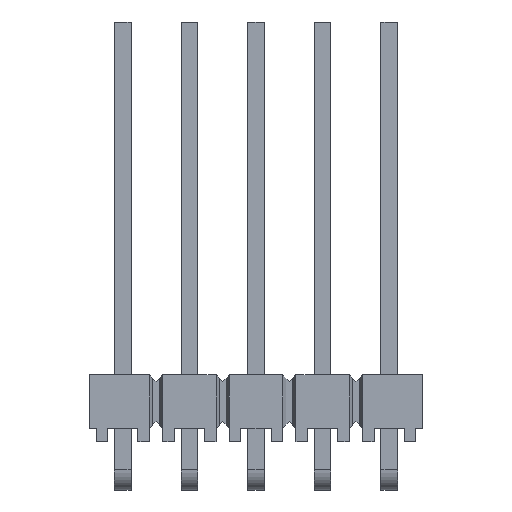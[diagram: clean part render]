
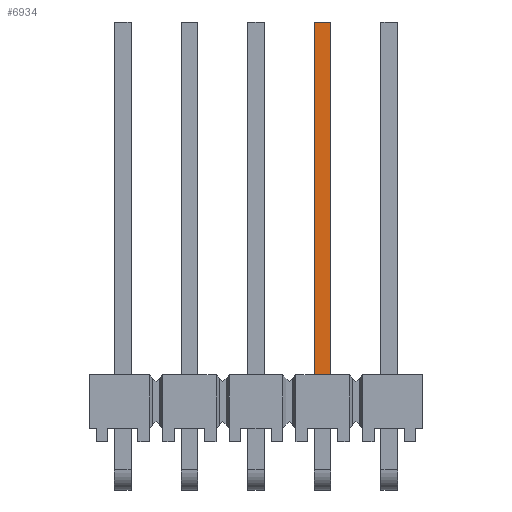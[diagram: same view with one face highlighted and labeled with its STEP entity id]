
A CAD part, top view. The second image highlights one B-rep face of the part: STEP entity #6934.
In plain terms, the highlighted face is planar.
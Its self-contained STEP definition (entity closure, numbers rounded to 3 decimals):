
#6934 = ADVANCED_FACE('',(#6935),#6969,.F.);
#6935 = FACE_BOUND('',#6936,.T.);
#6936 = EDGE_LOOP('',(#6937,#6947,#6955,#6963));
#6937 = ORIENTED_EDGE('',*,*,#6938,.F.);
#6938 = EDGE_CURVE('',#6939,#6941,#6943,.T.);
#6939 = VERTEX_POINT('',#6940);
#6940 = CARTESIAN_POINT('',(-2.858,17.526,-0.318));
#6941 = VERTEX_POINT('',#6942);
#6942 = CARTESIAN_POINT('',(-2.858,2.921,-0.318));
#6943 = LINE('',#6944,#6945);
#6944 = CARTESIAN_POINT('',(-2.858,0.445,-0.318));
#6945 = VECTOR('',#6946,1.);
#6946 = DIRECTION('',(0.,-1.,0.));
#6947 = ORIENTED_EDGE('',*,*,#6948,.F.);
#6948 = EDGE_CURVE('',#6949,#6939,#6951,.T.);
#6949 = VERTEX_POINT('',#6950);
#6950 = CARTESIAN_POINT('',(-2.223,17.526,-0.318));
#6951 = LINE('',#6952,#6953);
#6952 = CARTESIAN_POINT('',(5.398,17.526,-0.318));
#6953 = VECTOR('',#6954,1.);
#6954 = DIRECTION('',(-1.,0.,0.));
#6955 = ORIENTED_EDGE('',*,*,#6956,.F.);
#6956 = EDGE_CURVE('',#6957,#6949,#6959,.T.);
#6957 = VERTEX_POINT('',#6958);
#6958 = CARTESIAN_POINT('',(-2.223,2.921,-0.318));
#6959 = LINE('',#6960,#6961);
#6960 = CARTESIAN_POINT('',(-2.223,0.445,-0.318));
#6961 = VECTOR('',#6962,1.);
#6962 = DIRECTION('',(0.,1.,0.));
#6963 = ORIENTED_EDGE('',*,*,#6964,.F.);
#6964 = EDGE_CURVE('',#6941,#6957,#6965,.T.);
#6965 = LINE('',#6966,#6967);
#6966 = CARTESIAN_POINT('',(5.398,2.921,-0.318));
#6967 = VECTOR('',#6968,1.);
#6968 = DIRECTION('',(1.,0.,0.));
#6969 = PLANE('',#6970);
#6970 = AXIS2_PLACEMENT_3D('',#6971,#6972,#6973);
#6971 = CARTESIAN_POINT('',(5.398,0.445,-0.318));
#6972 = DIRECTION('',(0.,0.,1.));
#6973 = DIRECTION('',(1.,0.,-0.));
